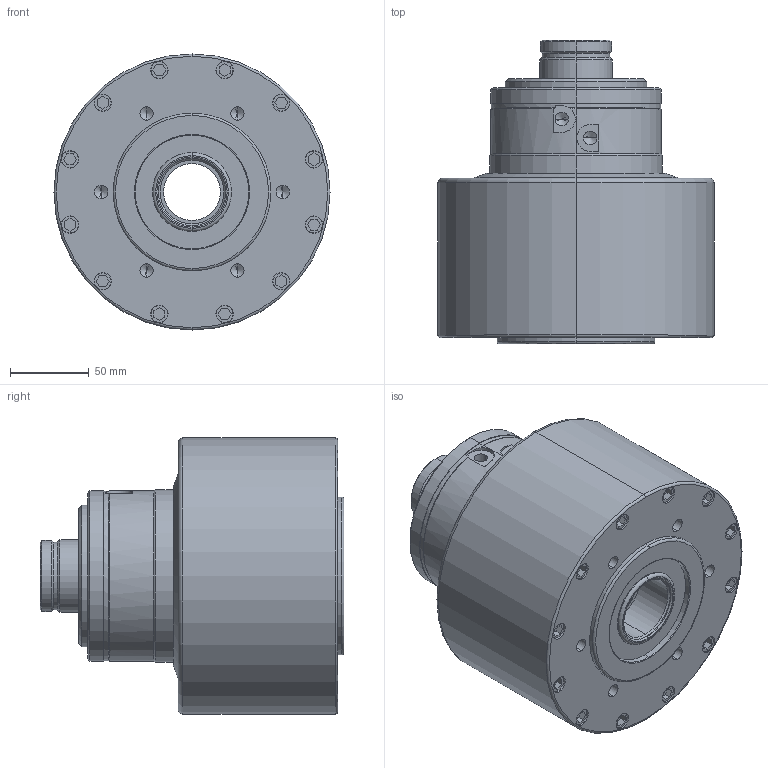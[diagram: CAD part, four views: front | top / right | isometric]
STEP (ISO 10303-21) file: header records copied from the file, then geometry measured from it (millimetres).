
FILE_DESCRIPTION (( 'STEP AP214' ), '1' );
FILE_NAME ('JAL362.STEP', '2020-12-22T08:43:41', ( 'Microsoft' ), ( 'Microsoft' ), 'SwSTEP 2.0', 'SolidWorks 2016', '' );
FILE_SCHEMA (( 'AUTOMOTIVE_DESIGN' ));
Length unit declared in the file: millimetre
Products named in the file (1): JAL362
Bounding box: 175 x 192.5 x 175 mm (x, y, z)
Volume: 2842333.1 mm3; surface area: 158008.8 mm2
Topology: 1 solids, 1 shells, 280 faces, 635 edges, 394 vertices
Faces by surface type: plane 126, cylinder 101, cone 41, torus 12
Entity records: 9474 total; most frequent: DIRECTION 1414, CARTESIAN_POINT 1379, ORIENTED_EDGE 1230, EDGE_CURVE 615, AXIS2_PLACEMENT_3D 524, VERTEX_POINT 394, LINE 366, VECTOR 366
